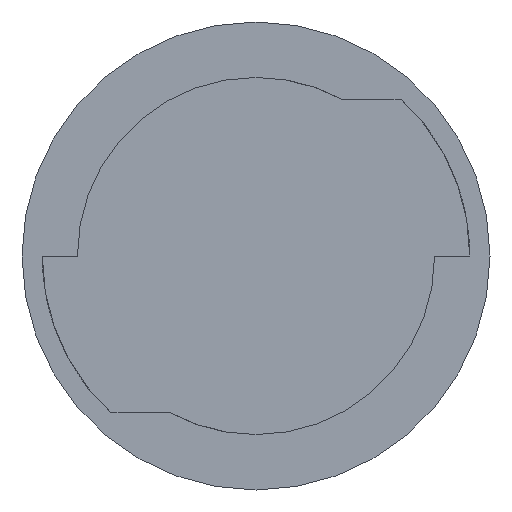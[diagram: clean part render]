
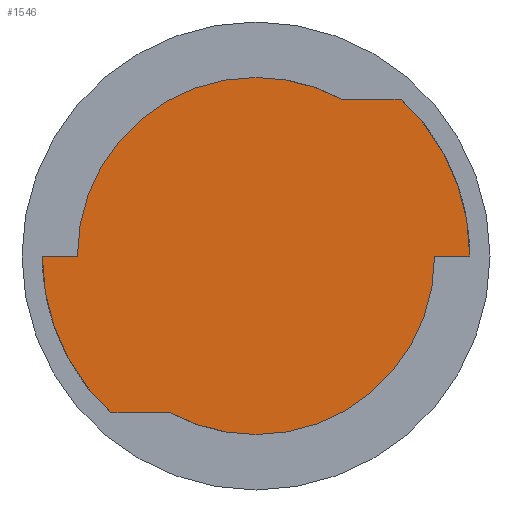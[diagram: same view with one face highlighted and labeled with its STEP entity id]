
A CAD part, front view. The second image highlights one B-rep face of the part: STEP entity #1546.
In plain terms, the highlighted planar face has unit normal (0, -1, 0).
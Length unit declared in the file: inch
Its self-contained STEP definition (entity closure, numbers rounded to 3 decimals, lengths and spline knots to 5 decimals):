
#6 = CARTESIAN_POINT ( 'NONE',  ( 0.26819, -0.31, 0.29 ) ) ;
#10 = EDGE_CURVE ( 'NONE', #342, #958, #544, .T. ) ;
#18 = CARTESIAN_POINT ( 'NONE',  ( 0.15748, -0.31, 0.29 ) ) ;
#32 = CARTESIAN_POINT ( 'NONE',  ( 0., -0.31, 0. ) ) ;
#63 = EDGE_CURVE ( 'NONE', #151, #958, #737, .T. ) ;
#75 = CARTESIAN_POINT ( 'NONE',  ( -0.395, -0.31, 0. ) ) ;
#145 = CARTESIAN_POINT ( 'NONE',  ( 0.33, -0.31, 0. ) ) ;
#151 = VERTEX_POINT ( 'NONE', #75 ) ;
#199 = DIRECTION ( 'NONE',  ( 0., 0., -1. ) ) ;
#221 = VECTOR ( 'NONE', #463, 39.37008 ) ;
#252 = CARTESIAN_POINT ( 'NONE',  ( -0.15748, -0.31, -0.29 ) ) ;
#261 = VERTEX_POINT ( 'NONE', #252 ) ;
#271 = EDGE_CURVE ( 'NONE', #261, #681, #368, .T. ) ;
#284 = AXIS2_PLACEMENT_3D ( 'NONE', #415, #1526, #1279 ) ;
#296 = PLANE ( 'NONE',  #284 ) ;
#298 = VERTEX_POINT ( 'NONE', #349 ) ;
#309 = VECTOR ( 'NONE', #650, 39.37008 ) ;
#316 = ORIENTED_EDGE ( 'NONE', *, *, #1466, .T. ) ;
#337 = ORIENTED_EDGE ( 'NONE', *, *, #271, .T. ) ;
#342 = VERTEX_POINT ( 'NONE', #611 ) ;
#349 = CARTESIAN_POINT ( 'NONE',  ( -0.26819, -0.31, -0.29 ) ) ;
#368 = CIRCLE ( 'NONE', #593, 0.33 ) ;
#378 = ORIENTED_EDGE ( 'NONE', *, *, #672, .F. ) ;
#387 = DIRECTION ( 'NONE',  ( 0., 0., -1. ) ) ;
#415 = CARTESIAN_POINT ( 'NONE',  ( 0.33, -0.31, 0. ) ) ;
#463 = DIRECTION ( 'NONE',  ( -1., 0., 0. ) ) ;
#483 = CIRCLE ( 'NONE', #1284, 0.33 ) ;
#489 = ORIENTED_EDGE ( 'NONE', *, *, #964, .T. ) ;
#500 = VECTOR ( 'NONE', #867, 39.37008 ) ;
#526 = ORIENTED_EDGE ( 'NONE', *, *, #10, .T. ) ;
#533 = CARTESIAN_POINT ( 'NONE',  ( 0., -0.31, 0. ) ) ;
#537 = EDGE_CURVE ( 'NONE', #604, #1354, #1556, .T. ) ;
#544 = CIRCLE ( 'NONE', #1206, 0.33 ) ;
#593 = AXIS2_PLACEMENT_3D ( 'NONE', #743, #1224, #977 ) ;
#599 = CIRCLE ( 'NONE', #1024, 0.395 ) ;
#604 = VERTEX_POINT ( 'NONE', #6 ) ;
#608 = ORIENTED_EDGE ( 'NONE', *, *, #1249, .T. ) ;
#611 = CARTESIAN_POINT ( 'NONE',  ( 0., -0.31, 0.33 ) ) ;
#617 = CIRCLE ( 'NONE', #1173, 0.395 ) ;
#650 = DIRECTION ( 'NONE',  ( -1., 0., 0. ) ) ;
#659 = LINE ( 'NONE', #1477, #500 ) ;
#672 = EDGE_CURVE ( 'NONE', #785, #1337, #698, .T. ) ;
#678 = DIRECTION ( 'NONE',  ( 0., -1., 0. ) ) ;
#681 = VERTEX_POINT ( 'NONE', #1386 ) ;
#686 = ORIENTED_EDGE ( 'NONE', *, *, #694, .T. ) ;
#694 = EDGE_CURVE ( 'NONE', #681, #1337, #483, .T. ) ;
#698 = LINE ( 'NONE', #1389, #309 ) ;
#737 = LINE ( 'NONE', #887, #985 ) ;
#740 = CARTESIAN_POINT ( 'NONE',  ( 0., -0.31, 0. ) ) ;
#743 = CARTESIAN_POINT ( 'NONE',  ( 0., -0.31, 0. ) ) ;
#753 = CARTESIAN_POINT ( 'NONE',  ( 0., -0.31, 0. ) ) ;
#785 = VERTEX_POINT ( 'NONE', #1017 ) ;
#787 = EDGE_LOOP ( 'NONE', ( #489, #608, #337, #686, #378, #316, #1011, #1419, #526, #799 ) ) ;
#799 = ORIENTED_EDGE ( 'NONE', *, *, #63, .F. ) ;
#827 = DIRECTION ( 'NONE',  ( 0., -1., 0. ) ) ;
#833 = CIRCLE ( 'NONE', #1307, 0.33 ) ;
#865 = DIRECTION ( 'NONE',  ( 0., 0., -1. ) ) ;
#867 = DIRECTION ( 'NONE',  ( 1., 0., 0. ) ) ;
#887 = CARTESIAN_POINT ( 'NONE',  ( -0.4, -0.31, 0. ) ) ;
#958 = VERTEX_POINT ( 'NONE', #1587 ) ;
#964 = EDGE_CURVE ( 'NONE', #151, #298, #617, .T. ) ;
#977 = DIRECTION ( 'NONE',  ( 0., 0., -1. ) ) ;
#985 = VECTOR ( 'NONE', #991, 39.37008 ) ;
#991 = DIRECTION ( 'NONE',  ( 1., 0., 0. ) ) ;
#1011 = ORIENTED_EDGE ( 'NONE', *, *, #537, .T. ) ;
#1017 = CARTESIAN_POINT ( 'NONE',  ( 0.395, -0.31, 0. ) ) ;
#1024 = AXIS2_PLACEMENT_3D ( 'NONE', #533, #678, #1147 ) ;
#1123 = DIRECTION ( 'NONE',  ( 0., -1., 0. ) ) ;
#1131 = DIRECTION ( 'NONE',  ( 0., -1., 0. ) ) ;
#1147 = DIRECTION ( 'NONE',  ( 0., 0., -1. ) ) ;
#1173 = AXIS2_PLACEMENT_3D ( 'NONE', #740, #1589, #865 ) ;
#1206 = AXIS2_PLACEMENT_3D ( 'NONE', #753, #1123, #387 ) ;
#1214 = EDGE_CURVE ( 'NONE', #1354, #342, #833, .T. ) ;
#1224 = DIRECTION ( 'NONE',  ( 0., -1., 0. ) ) ;
#1249 = EDGE_CURVE ( 'NONE', #298, #261, #659, .T. ) ;
#1279 = DIRECTION ( 'NONE',  ( 0., 0., -1. ) ) ;
#1284 = AXIS2_PLACEMENT_3D ( 'NONE', #32, #1131, #199 ) ;
#1307 = AXIS2_PLACEMENT_3D ( 'NONE', #1443, #827, #1560 ) ;
#1337 = VERTEX_POINT ( 'NONE', #145 ) ;
#1354 = VERTEX_POINT ( 'NONE', #18 ) ;
#1386 = CARTESIAN_POINT ( 'NONE',  ( 0., -0.31, -0.33 ) ) ;
#1389 = CARTESIAN_POINT ( 'NONE',  ( 0.4, -0.31, 0. ) ) ;
#1419 = ORIENTED_EDGE ( 'NONE', *, *, #1214, .T. ) ;
#1443 = CARTESIAN_POINT ( 'NONE',  ( 0., -0.31, 0. ) ) ;
#1466 = EDGE_CURVE ( 'NONE', #785, #604, #599, .T. ) ;
#1477 = CARTESIAN_POINT ( 'NONE',  ( -0.4, -0.31, -0.29 ) ) ;
#1526 = DIRECTION ( 'NONE',  ( 0., -1., 0. ) ) ;
#1529 = FACE_OUTER_BOUND ( 'NONE', #787, .T. ) ;
#1546 = ADVANCED_FACE ( 'NONE', ( #1529 ), #296, .T. ) ;
#1556 = LINE ( 'NONE', #1578, #221 ) ;
#1560 = DIRECTION ( 'NONE',  ( 0., 0., -1. ) ) ;
#1578 = CARTESIAN_POINT ( 'NONE',  ( 0.4, -0.31, 0.29 ) ) ;
#1587 = CARTESIAN_POINT ( 'NONE',  ( -0.33, -0.31, 0. ) ) ;
#1589 = DIRECTION ( 'NONE',  ( 0., -1., 0. ) ) ;
